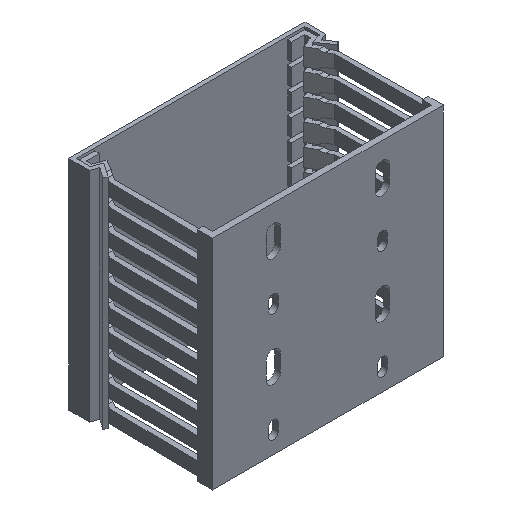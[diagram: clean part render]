
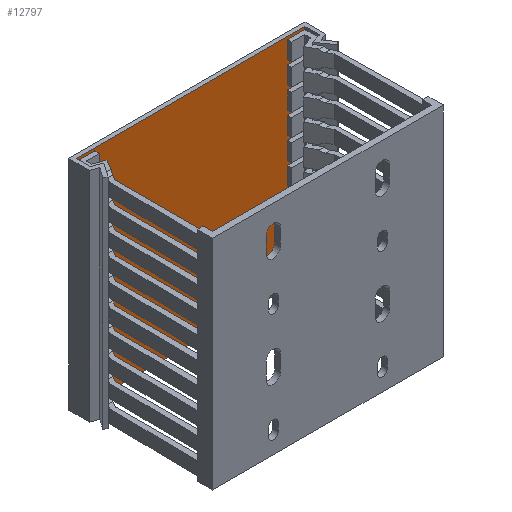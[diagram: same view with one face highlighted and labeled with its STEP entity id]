
A CAD part, isometric view. The second image highlights one B-rep face of the part: STEP entity #12797.
In plain terms, the highlighted planar face has unit normal (0, -1, 0).
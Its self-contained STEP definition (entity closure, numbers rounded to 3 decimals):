
#12428=DIRECTION('',(0.,0.,1.));
#12429=VECTOR('',#12428,100.);
#12430=CARTESIAN_POINT('',(52.4,-1.8,0.));
#12431=LINE('1453',#12430,#12429);
#12440=DIRECTION('',(-1.,0.,0.));
#12441=VECTOR('',#12440,104.8);
#12442=CARTESIAN_POINT('',(52.4,-1.8,0.));
#12443=LINE('1804',#12442,#12441);
#12444=DIRECTION('',(0.,0.,1.));
#12445=VECTOR('',#12444,100.);
#12446=CARTESIAN_POINT('',(-52.4,-1.8,0.));
#12447=LINE('1772',#12446,#12445);
#12448=DIRECTION('',(1.,0.,0.));
#12449=VECTOR('',#12448,104.8);
#12450=CARTESIAN_POINT('',(-52.4,-1.8,100.));
#12451=LINE('1805',#12450,#12449);
#12508=CARTESIAN_POINT('',(52.4,-1.8,0.));
#12509=CARTESIAN_POINT('',(52.4,-1.8,100.));
#12510=VERTEX_POINT('',#12508);
#12511=VERTEX_POINT('',#12509);
#12512=CARTESIAN_POINT('',(-52.4,-1.8,0.));
#12513=CARTESIAN_POINT('',(-52.4,-1.8,100.));
#12514=VERTEX_POINT('',#12512);
#12515=VERTEX_POINT('',#12513);
#12785=CARTESIAN_POINT('',(-50.9,-1.8,0.));
#12786=DIRECTION('',(0.,-1.,0.));
#12787=DIRECTION('',(1.,0.,0.));
#12788=AXIS2_PLACEMENT_3D('',#12785,#12786,#12787);
#12789=PLANE('510',#12788);
#12790=ORIENTED_EDGE('1804',*,*,#12561,.T.);
#12792=ORIENTED_EDGE('1772',*,*,#12791,.T.);
#12793=ORIENTED_EDGE('1805',*,*,#12657,.T.);
#12794=ORIENTED_EDGE('1453',*,*,#12778,.F.);
#12795=EDGE_LOOP('510',(#12790,#12792,#12793,#12794));
#12796=FACE_OUTER_BOUND('510',#12795,.F.);
#12797=ADVANCED_FACE('510',(#12796),#12789,.T.);
#12561=EDGE_CURVE('1804',#12510,#12514,#12443,.T.);
#12657=EDGE_CURVE('1805',#12515,#12511,#12451,.T.);
#12778=EDGE_CURVE('1453',#12510,#12511,#12431,.T.);
#12791=EDGE_CURVE('1772',#12514,#12515,#12447,.T.);
